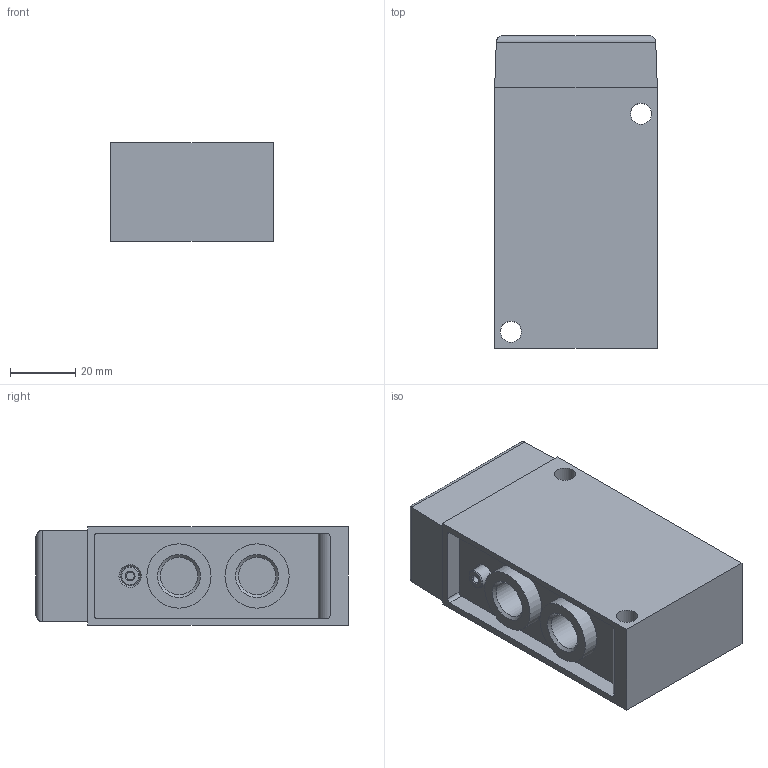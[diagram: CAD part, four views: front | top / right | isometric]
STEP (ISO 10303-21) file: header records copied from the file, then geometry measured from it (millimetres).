
FILE_DESCRIPTION(/* description */ ('STEP AP214'),/* implementation_level */ '2;1');
FILE_NAME(/* name */ '536033_VL-5-1_4-EX',/* time_stamp */ '2024-09-16T15:34:17+02:00',/* author */ ('License CC BY-ND 4.0'),/* organization */ ('CADENAS'),/* preprocessor_version */ 'ST-DEVELOPER v19.3',/* originating_system */ 'PARTsolutions',/* authorisation */ ' ');
FILE_SCHEMA (('AUTOMOTIVE_DESIGN {1 0 10303 214 3 1 1}'));
Length unit declared in the file: millimetre
Products named in the file (1): 536033 VL-5-1/4-EX
Bounding box: 50 x 96 x 30.4 mm (x, y, z)
Volume: 126569.6 mm3; surface area: 24114.7 mm2
Topology: 1 solids, 1 shells, 76 faces, 168 edges, 109 vertices
Faces by surface type: plane 36, cylinder 29, cone 11
Full cylindrical faces by diameter (mm): 2.459 x1, 5.8 x1, 5.9 x1, 6.5 x2, 8.566 x1, 11.445 x5, 19.735 x4
Entity records: 1965 total; most frequent: DIRECTION 355, CARTESIAN_POINT 324, ORIENTED_EDGE 272, AXIS2_PLACEMENT_3D 144, EDGE_CURVE 136, EDGE_LOOP 121, FACE_BOUND 121, VERTEX_POINT 103
